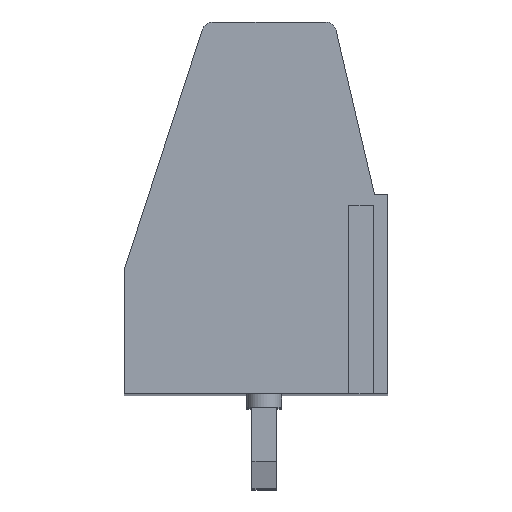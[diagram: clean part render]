
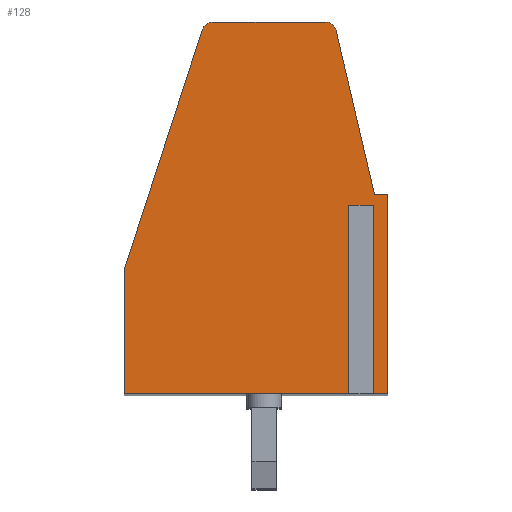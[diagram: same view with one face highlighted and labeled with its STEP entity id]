
A CAD part, top view. The second image highlights one B-rep face of the part: STEP entity #128.
In plain terms, the highlighted planar face has unit normal (0, 0, 1).
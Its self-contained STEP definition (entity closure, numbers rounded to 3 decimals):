
#128=ADVANCED_FACE('',(#483),#484,.F.);
#483=FACE_OUTER_BOUND('',#1132,.T.);
#484=PLANE('',#1133);
#1132=EDGE_LOOP('',(#2089,#2090,#2091,#2092,#2093,#2094,#2095,#2096,#2097,#2098,#2099,#2100,#2101));
#1133=AXIS2_PLACEMENT_3D('',#2102,#2103,#2104);
#2089=ORIENTED_EDGE('',*,*,#4287,.F.);
#2090=ORIENTED_EDGE('',*,*,#4288,.T.);
#2091=ORIENTED_EDGE('',*,*,#4289,.F.);
#2092=ORIENTED_EDGE('',*,*,#4290,.F.);
#2093=ORIENTED_EDGE('',*,*,#4251,.T.);
#2094=ORIENTED_EDGE('',*,*,#4255,.F.);
#2095=ORIENTED_EDGE('',*,*,#4263,.T.);
#2096=ORIENTED_EDGE('',*,*,#4291,.F.);
#2097=ORIENTED_EDGE('',*,*,#4292,.F.);
#2098=ORIENTED_EDGE('',*,*,#4293,.F.);
#2099=ORIENTED_EDGE('',*,*,#4294,.F.);
#2100=ORIENTED_EDGE('',*,*,#4295,.F.);
#2101=ORIENTED_EDGE('',*,*,#4296,.F.);
#2102=CARTESIAN_POINT('',(-62.994,-39.429,-0.741));
#2103=DIRECTION('',(0.,0.0,-1.0));
#2104=DIRECTION('',(-1.0,0.0,0.));
#4251=EDGE_CURVE('',#5171,#5176,#5178,.T.);
#4255=EDGE_CURVE('',#5184,#5176,#5185,.T.);
#4263=EDGE_CURVE('',#5184,#5192,#5194,.T.);
#4287=EDGE_CURVE('',#5234,#5235,#5236,.T.);
#4288=EDGE_CURVE('',#5234,#5237,#5238,.T.);
#4289=EDGE_CURVE('',#5239,#5237,#5240,.T.);
#4290=EDGE_CURVE('',#5171,#5239,#5241,.T.);
#4291=EDGE_CURVE('',#5242,#5192,#5243,.T.);
#4292=EDGE_CURVE('',#5244,#5242,#5245,.T.);
#4293=EDGE_CURVE('',#5246,#5244,#5247,.T.);
#4294=EDGE_CURVE('',#5248,#5246,#5249,.T.);
#4295=EDGE_CURVE('',#5250,#5248,#5251,.T.);
#4296=EDGE_CURVE('',#5235,#5250,#5252,.T.);
#5171=VERTEX_POINT('',#6514);
#5176=VERTEX_POINT('',#6521);
#5178=LINE('',#6524,#6525);
#5184=VERTEX_POINT('',#6534);
#5185=LINE('',#6535,#6536);
#5192=VERTEX_POINT('',#6547);
#5194=LINE('',#6550,#6551);
#5234=VERTEX_POINT('',#6611);
#5235=VERTEX_POINT('',#6612);
#5236=CIRCLE('',#6613,0.4);
#5237=VERTEX_POINT('',#6614);
#5238=LINE('',#6615,#6616);
#5239=VERTEX_POINT('',#6617);
#5240=LINE('',#6618,#6619);
#5241=LINE('',#6620,#6621);
#5242=VERTEX_POINT('',#6622);
#5243=LINE('',#6623,#6624);
#5244=VERTEX_POINT('',#6625);
#5245=LINE('',#6626,#6627);
#5246=VERTEX_POINT('',#6628);
#5247=LINE('',#6629,#6630);
#5248=VERTEX_POINT('',#6631);
#5249=LINE('',#6632,#6633);
#5250=VERTEX_POINT('',#6634);
#5251=CIRCLE('',#6635,0.4);
#5252=LINE('',#6636,#6637);
#6514=CARTESIAN_POINT('',(-0.733,0.0,-0.741));
#6521=CARTESIAN_POINT('',(-0.733,7.0,-0.741));
#6524=CARTESIAN_POINT('',(-0.733,-39.429,-0.741));
#6525=VECTOR('',#8207,1.0);
#6534=CARTESIAN_POINT('',(-0.195,7.0,-0.741));
#6535=CARTESIAN_POINT('',(-62.994,7.0,-0.741));
#6536=VECTOR('',#8211,1.0);
#6547=CARTESIAN_POINT('',(-0.195,0.0,-0.741));
#6550=CARTESIAN_POINT('',(-0.195,-39.429,-0.741));
#6551=VECTOR('',#8223,1.0);
#6611=CARTESIAN_POINT('',(-6.354,13.524,-0.741));
#6612=CARTESIAN_POINT('',(-5.973,13.8,-0.741));
#6613=AXIS2_PLACEMENT_3D('',#8253,#8254,#8255);
#6614=CARTESIAN_POINT('',(-9.264,4.567,-0.741));
#6615=CARTESIAN_POINT('',(-6.354,13.524,-0.741));
#6616=VECTOR('',#8256,1.0);
#6617=CARTESIAN_POINT('',(-9.264,0.0,-0.741));
#6618=CARTESIAN_POINT('',(-9.264,0.0,-0.741));
#6619=VECTOR('',#8257,1.0);
#6620=CARTESIAN_POINT('',(-62.994,0.0,-0.741));
#6621=VECTOR('',#8258,1.0);
#6622=CARTESIAN_POINT('',(0.536,0.0,-0.741));
#6623=CARTESIAN_POINT('',(-62.994,0.0,-0.741));
#6624=VECTOR('',#8259,1.0);
#6625=CARTESIAN_POINT('',(0.536,7.4,-0.741));
#6626=CARTESIAN_POINT('',(0.536,-39.429,-0.741));
#6627=VECTOR('',#8260,1.0);
#6628=CARTESIAN_POINT('',(0.036,7.4,-0.741));
#6629=CARTESIAN_POINT('',(0.036,7.4,-0.741));
#6630=VECTOR('',#8261,1.0);
#6631=CARTESIAN_POINT('',(-1.392,13.491,-0.741));
#6632=CARTESIAN_POINT('',(-1.392,13.491,-0.741));
#6633=VECTOR('',#8262,1.0);
#6634=CARTESIAN_POINT('',(-1.781,13.8,-0.741));
#6635=AXIS2_PLACEMENT_3D('',#8263,#8264,#8265);
#6636=CARTESIAN_POINT('',(-62.994,13.8,-0.741));
#6637=VECTOR('',#8266,1.0);
#8207=DIRECTION('',(0.0,1.0,0.0));
#8211=DIRECTION('',(-1.0,0.0,0.));
#8223=DIRECTION('',(-0.0,-1.0,0.0));
#8253=CARTESIAN_POINT('',(-5.973,13.4,-0.741));
#8254=DIRECTION('',(0.,0.0,-1.0));
#8255=DIRECTION('',(-1.0,0.0,0.));
#8256=DIRECTION('',(-0.309,-0.951,0.));
#8257=DIRECTION('',(0.0,1.0,0.0));
#8258=DIRECTION('',(-1.0,0.0,0.));
#8259=DIRECTION('',(-1.0,0.0,0.));
#8260=DIRECTION('',(-0.0,-1.0,0.0));
#8261=DIRECTION('',(1.0,0.0,0.));
#8262=DIRECTION('',(0.228,-0.974,0.));
#8263=CARTESIAN_POINT('',(-1.781,13.4,-0.741));
#8264=DIRECTION('',(0.,0.0,-1.0));
#8265=DIRECTION('',(-1.0,0.0,0.));
#8266=DIRECTION('',(1.0,0.0,0.));
